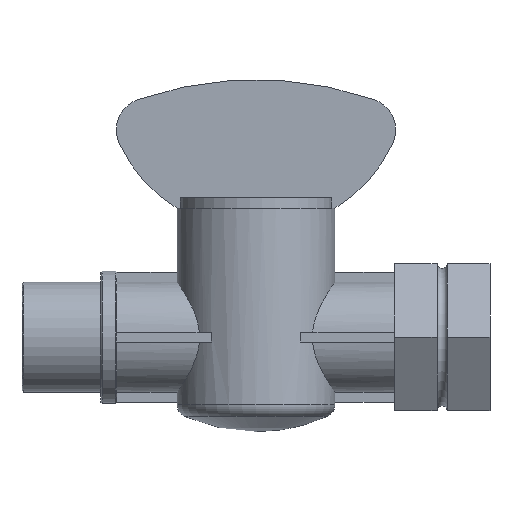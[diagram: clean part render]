
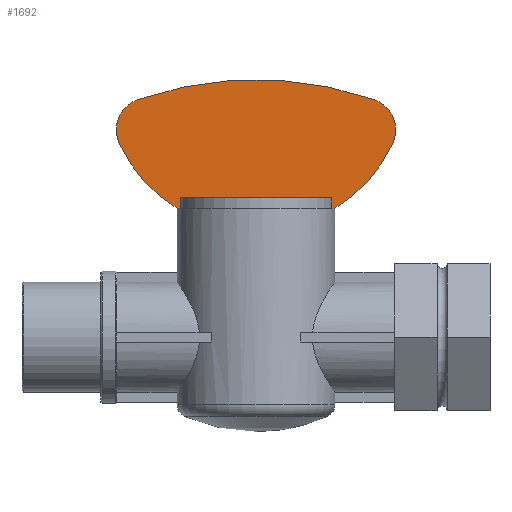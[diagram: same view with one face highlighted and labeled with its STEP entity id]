
A CAD part, front view. The second image highlights one B-rep face of the part: STEP entity #1692.
In plain terms, the highlighted planar face has unit normal (0, -1, 0).
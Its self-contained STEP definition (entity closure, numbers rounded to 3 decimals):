
#155=FACE_OUTER_BOUND('',#263,.T.);
#263=EDGE_LOOP('',(#1452,#1453,#1454,#1455,#1456,#1457,#1458,#1459,#1460,
#1461,#1462,#1463));
#426=LINE('',#2875,#576);
#427=LINE('',#2879,#577);
#428=LINE('',#2881,#578);
#436=LINE('',#2911,#586);
#437=LINE('',#2912,#587);
#440=LINE('',#2918,#590);
#443=LINE('',#2930,#593);
#576=VECTOR('',#2269,28.723);
#577=VECTOR('',#2274,2.);
#578=VECTOR('',#2275,2.);
#586=VECTOR('',#2307,0.505);
#587=VECTOR('',#2308,0.505);
#590=VECTOR('',#2315,0.134);
#593=VECTOR('',#2330,0.134);
#658=CIRCLE('',#1854,6.114);
#659=CIRCLE('',#1856,28.727);
#660=CIRCLE('',#1861,67.653);
#661=CIRCLE('',#1862,6.114);
#662=CIRCLE('',#1863,28.727);
#741=VERTEX_POINT('',#2633);
#742=VERTEX_POINT('',#2635);
#793=VERTEX_POINT('',#2873);
#794=VERTEX_POINT('',#2874);
#795=VERTEX_POINT('',#2878);
#796=VERTEX_POINT('',#2880);
#807=VERTEX_POINT('',#2916);
#808=VERTEX_POINT('',#2920);
#809=VERTEX_POINT('',#2922);
#810=VERTEX_POINT('',#2929);
#811=VERTEX_POINT('',#2935);
#812=VERTEX_POINT('',#2937);
#1013=EDGE_CURVE('',#793,#794,#426,.T.);
#1015=EDGE_CURVE('',#794,#795,#427,.T.);
#1016=EDGE_CURVE('',#796,#793,#428,.T.);
#1032=EDGE_CURVE('',#796,#742,#436,.T.);
#1033=EDGE_CURVE('',#741,#795,#437,.T.);
#1036=EDGE_CURVE('',#807,#741,#440,.T.);
#1038=EDGE_CURVE('',#808,#809,#658,.T.);
#1040=EDGE_CURVE('',#809,#807,#659,.T.);
#1041=EDGE_CURVE('',#810,#742,#443,.T.);
#1044=EDGE_CURVE('',#811,#808,#660,.T.);
#1045=EDGE_CURVE('',#811,#812,#661,.T.);
#1046=EDGE_CURVE('',#812,#810,#662,.T.);
#1452=ORIENTED_EDGE('',*,*,#1015,.T.);
#1453=ORIENTED_EDGE('',*,*,#1033,.F.);
#1454=ORIENTED_EDGE('',*,*,#1036,.F.);
#1455=ORIENTED_EDGE('',*,*,#1040,.F.);
#1456=ORIENTED_EDGE('',*,*,#1038,.F.);
#1457=ORIENTED_EDGE('',*,*,#1044,.F.);
#1458=ORIENTED_EDGE('',*,*,#1045,.T.);
#1459=ORIENTED_EDGE('',*,*,#1046,.T.);
#1460=ORIENTED_EDGE('',*,*,#1041,.T.);
#1461=ORIENTED_EDGE('',*,*,#1032,.F.);
#1462=ORIENTED_EDGE('',*,*,#1016,.T.);
#1463=ORIENTED_EDGE('',*,*,#1013,.T.);
#1604=PLANE('',#1860);
#1692=ADVANCED_FACE('',(#155),#1604,.F.);
#1854=AXIS2_PLACEMENT_3D('',#2923,#2319,#2320);
#1856=AXIS2_PLACEMENT_3D('',#2926,#2324,#2325);
#1860=AXIS2_PLACEMENT_3D('',#2934,#2335,#2336);
#1861=AXIS2_PLACEMENT_3D('',#2936,#2337,#2338);
#1862=AXIS2_PLACEMENT_3D('',#2938,#2339,#2340);
#1863=AXIS2_PLACEMENT_3D('',#2939,#2341,#2342);
#2269=DIRECTION('',(1.,0.,0.));
#2274=DIRECTION('',(0.,0.,-1.));
#2275=DIRECTION('',(0.,0.,1.));
#2307=DIRECTION('',(-1.,0.,0.));
#2308=DIRECTION('',(-1.,0.,0.));
#2315=DIRECTION('',(-1.,0.,0.));
#2319=DIRECTION('center_axis',(0.,1.,0.));
#2320=DIRECTION('ref_axis',(-0.905,0.,0.425));
#2324=DIRECTION('center_axis',(0.,1.,0.));
#2325=DIRECTION('ref_axis',(-0.522,0.,0.853));
#2330=DIRECTION('',(1.,0.,0.));
#2335=DIRECTION('center_axis',(0.,1.,0.));
#2336=DIRECTION('ref_axis',(0.,0.,1.));
#2337=DIRECTION('center_axis',(0.,1.,0.));
#2338=DIRECTION('ref_axis',(-0.333,0.,-0.943));
#2339=DIRECTION('center_axis',(0.,-1.,0.));
#2340=DIRECTION('ref_axis',(0.905,0.,0.425));
#2341=DIRECTION('center_axis',(0.,-1.,0.));
#2342=DIRECTION('ref_axis',(0.522,0.,0.853));
#2633=CARTESIAN_POINT('',(14.866,-2.,24.5));
#2635=CARTESIAN_POINT('',(-14.866,-2.,24.5));
#2873=CARTESIAN_POINT('',(-14.361,-2.,26.5));
#2874=CARTESIAN_POINT('',(14.361,-2.,26.5));
#2875=CARTESIAN_POINT('',(-4.991,-2.,26.5));
#2878=CARTESIAN_POINT('',(14.361,-2.,24.5));
#2879=CARTESIAN_POINT('',(14.361,-2.,24.5));
#2880=CARTESIAN_POINT('',(-14.361,-2.,24.5));
#2881=CARTESIAN_POINT('',(-14.361,-2.,24.5));
#2911=CARTESIAN_POINT('',(-12.491,-2.,24.5));
#2912=CARTESIAN_POINT('',(-12.491,-2.,24.5));
#2916=CARTESIAN_POINT('',(15.,-2.,24.5));
#2918=CARTESIAN_POINT('',(15.,-2.,24.5));
#2920=CARTESIAN_POINT('',(22.5,-2.,45.149));
#2922=CARTESIAN_POINT('',(26.,-2.,36.783));
#2923=CARTESIAN_POINT('Origin',(20.467,-2.,39.383));
#2926=CARTESIAN_POINT('Origin',(0.,-2.,49.));
#2929=CARTESIAN_POINT('',(-15.,-2.,24.5));
#2930=CARTESIAN_POINT('',(-15.,-2.,24.5));
#2934=CARTESIAN_POINT('Origin',(-9.982,-2.,36.2));
#2935=CARTESIAN_POINT('',(-22.5,-2.,45.149));
#2936=CARTESIAN_POINT('Origin',(0.,-2.,-18.653));
#2937=CARTESIAN_POINT('',(-26.,-2.,36.783));
#2938=CARTESIAN_POINT('Origin',(-20.467,-2.,39.383));
#2939=CARTESIAN_POINT('Origin',(0.,-2.,49.));
